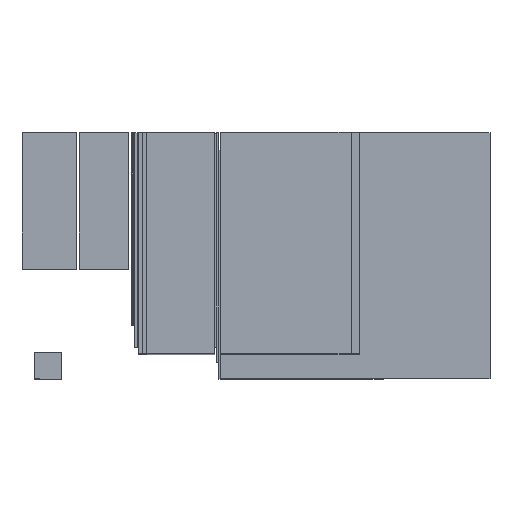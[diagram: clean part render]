
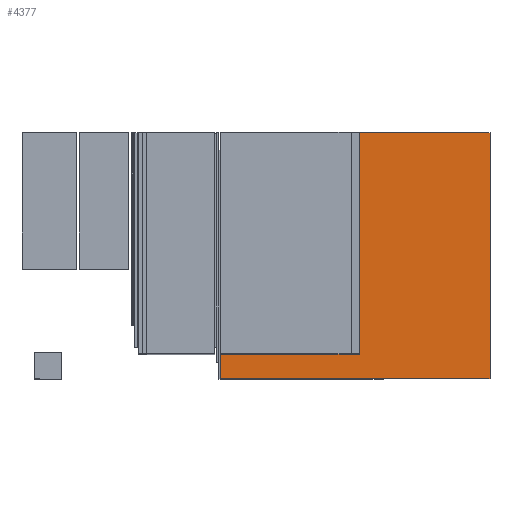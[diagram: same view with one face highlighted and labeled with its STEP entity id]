
A CAD part, top view. The second image highlights one B-rep face of the part: STEP entity #4377.
In plain terms, the highlighted planar face has unit normal (0, 0, 1).
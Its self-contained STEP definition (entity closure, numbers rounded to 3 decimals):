
#4377=ADVANCED_FACE('',(#8448),#8449,.T.);
#8448=FACE_OUTER_BOUND('',#13768,.T.);
#8449=PLANE('',#13769);
#13768=EDGE_LOOP('',(#19857,#19858,#19859,#19860));
#13769=AXIS2_PLACEMENT_3D('',#19861,#19862,#19863);
#19857=ORIENTED_EDGE('',*,*,#28981,.T.);
#19858=ORIENTED_EDGE('',*,*,#28891,.F.);
#19859=ORIENTED_EDGE('',*,*,#28134,.F.);
#19860=ORIENTED_EDGE('',*,*,#29041,.T.);
#19861=CARTESIAN_POINT('',(346.0,5.,675.0));
#19862=DIRECTION('',(0.,0.0,1.0));
#19863=DIRECTION('',(0.0,-1.0,0.0));
#28134=EDGE_CURVE('',#32893,#32894,#32895,.T.);
#28891=EDGE_CURVE('',#32894,#34101,#34103,.T.);
#28981=EDGE_CURVE('',#34238,#34101,#34239,.T.);
#29041=EDGE_CURVE('',#32893,#34238,#34327,.T.);
#32893=VERTEX_POINT('',#39438);
#32894=VERTEX_POINT('',#39439);
#32895=LINE('',#39440,#39441);
#34101=VERTEX_POINT('',#41201);
#34103=LINE('',#41204,#41205);
#34238=VERTEX_POINT('',#41400);
#34239=LINE('',#41401,#41402);
#34327=LINE('',#41533,#41534);
#39438=CARTESIAN_POINT('',(346.0,456.258,675.0));
#39439=CARTESIAN_POINT('',(841.,456.258,675.0));
#39440=CARTESIAN_POINT('',(346.0,456.258,675.0));
#39441=VECTOR('',#46334,1.0);
#41201=CARTESIAN_POINT('',(841.,5.,675.0));
#41204=CARTESIAN_POINT('',(841.,456.258,675.0));
#41205=VECTOR('',#46890,1.0);
#41400=CARTESIAN_POINT('',(346.0,5.,675.0));
#41401=CARTESIAN_POINT('',(346.0,5.,675.0));
#41402=VECTOR('',#46951,1.0);
#41533=CARTESIAN_POINT('',(346.0,456.258,675.0));
#41534=VECTOR('',#46995,1.0);
#46334=DIRECTION('',(1.0,0.0,0.));
#46890=DIRECTION('',(0.0,-1.0,0.0));
#46951=DIRECTION('',(1.0,0.0,0.));
#46995=DIRECTION('',(0.0,-1.0,0.0));
